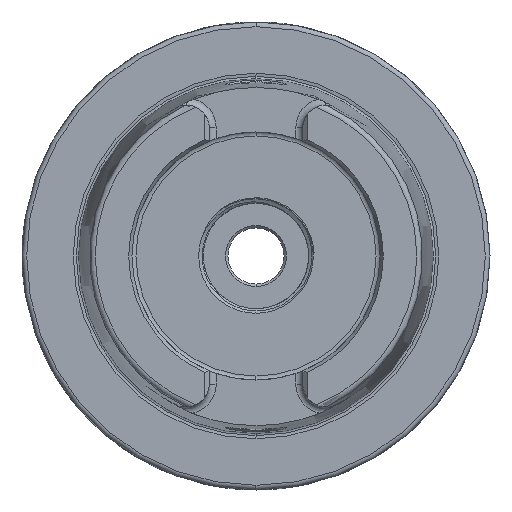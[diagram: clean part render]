
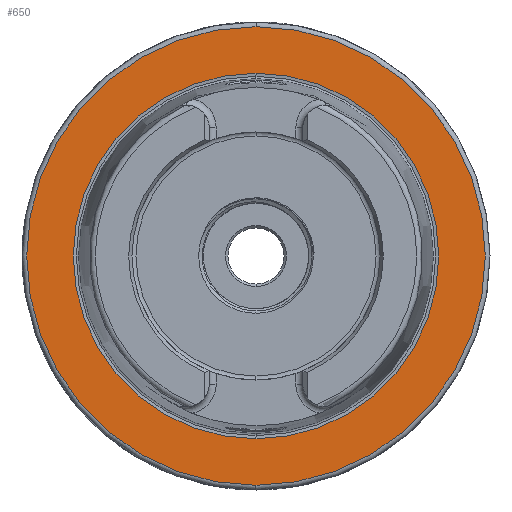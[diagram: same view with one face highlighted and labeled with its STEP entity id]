
A CAD part, left-side view. The second image highlights one B-rep face of the part: STEP entity #650.
In plain terms, the highlighted planar face has unit normal (-1, 0, 0).
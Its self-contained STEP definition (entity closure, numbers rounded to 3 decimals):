
#184 = EDGE_CURVE ( 'NONE', #35054, #35088, #35787, .T. ) ;
#193 = EDGE_CURVE ( 'NONE', #35149, #35130, #35791, .T. ) ;
#650 = ADVANCED_FACE ( 'NONE', ( #905, #903 ), #14223, .T. ) ;
#903 = FACE_BOUND ( 'NONE', #34533, .T. ) ;
#905 = FACE_OUTER_BOUND ( 'NONE', #34535, .T. ) ;
#910 = AXIS2_PLACEMENT_3D ( 'NONE', #14224, #14225, #14226 ) ;
#14223 = PLANE ( 'NONE',  #910 ) ;
#14224 = CARTESIAN_POINT ( 'NONE',  ( 0., 39.054, 0. ) ) ;
#14225 = DIRECTION ( 'NONE',  ( -1., 0., 0. ) ) ;
#14226 = DIRECTION ( 'NONE',  ( 0., 0., 1. ) ) ;
#17660 = CIRCLE ( 'NONE', #21321, 39.054 ) ;
#17661 = CIRCLE ( 'NONE', #21322, 49. ) ;
#21321 = AXIS2_PLACEMENT_3D ( 'NONE', #23382, #23383, #23384 ) ;
#21322 = AXIS2_PLACEMENT_3D ( 'NONE', #23385, #23386, #23387 ) ;
#22291 = CARTESIAN_POINT ( 'NONE',  ( 0., 0., 49. ) ) ;
#22325 = CARTESIAN_POINT ( 'NONE',  ( 0., 0., -49. ) ) ;
#22367 = CARTESIAN_POINT ( 'NONE',  ( 0., 0., -39.054 ) ) ;
#22386 = CARTESIAN_POINT ( 'NONE',  ( 0., 0., 39.054 ) ) ;
#23382 = CARTESIAN_POINT ( 'NONE',  ( 0., 0., 0. ) ) ;
#23383 = DIRECTION ( 'NONE',  ( 1., 0., 0. ) ) ;
#23384 = DIRECTION ( 'NONE',  ( 0., 0., -1. ) ) ;
#23385 = CARTESIAN_POINT ( 'NONE',  ( 0., 0., 0. ) ) ;
#23386 = DIRECTION ( 'NONE',  ( -1., 0., 0. ) ) ;
#23387 = DIRECTION ( 'NONE',  ( 0., 0., 1. ) ) ;
#32636 = AXIS2_PLACEMENT_3D ( 'NONE', #33677, #33678, #33679 ) ;
#32639 = AXIS2_PLACEMENT_3D ( 'NONE', #33613, #33623, #33624 ) ;
#33613 = CARTESIAN_POINT ( 'NONE',  ( 0., 0., 0. ) ) ;
#33623 = DIRECTION ( 'NONE',  ( -1., 0., 0. ) ) ;
#33624 = DIRECTION ( 'NONE',  ( 0., 0., 1. ) ) ;
#33677 = CARTESIAN_POINT ( 'NONE',  ( 0., 0., 0. ) ) ;
#33678 = DIRECTION ( 'NONE',  ( 1., 0., 0. ) ) ;
#33679 = DIRECTION ( 'NONE',  ( 0., 0., -1. ) ) ;
#34533 = EDGE_LOOP ( 'NONE', ( #36771, #36770 ) ) ;
#34535 = EDGE_LOOP ( 'NONE', ( #36768, #36769 ) ) ;
#35054 = VERTEX_POINT ( 'NONE', #22291 ) ;
#35088 = VERTEX_POINT ( 'NONE', #22325 ) ;
#35130 = VERTEX_POINT ( 'NONE', #22367 ) ;
#35149 = VERTEX_POINT ( 'NONE', #22386 ) ;
#35461 = EDGE_CURVE ( 'NONE', #35130, #35149, #17660, .T. ) ;
#35462 = EDGE_CURVE ( 'NONE', #35088, #35054, #17661, .T. ) ;
#35787 = CIRCLE ( 'NONE', #32639, 49. ) ;
#35791 = CIRCLE ( 'NONE', #32636, 39.054 ) ;
#36768 = ORIENTED_EDGE ( 'NONE', *, *, #184, .T. ) ;
#36769 = ORIENTED_EDGE ( 'NONE', *, *, #35462, .T. ) ;
#36770 = ORIENTED_EDGE ( 'NONE', *, *, #35461, .T. ) ;
#36771 = ORIENTED_EDGE ( 'NONE', *, *, #193, .T. ) ;
